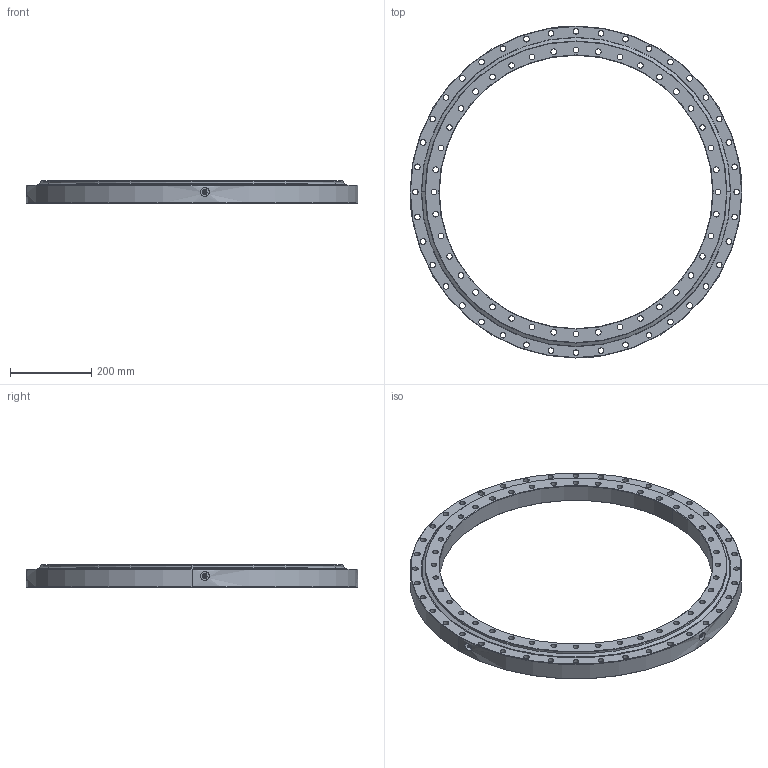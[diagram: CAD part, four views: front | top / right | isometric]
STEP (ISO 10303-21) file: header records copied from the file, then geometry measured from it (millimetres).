
FILE_DESCRIPTION (( 'STEP AP214' ), '1' );
FILE_NAME ('SD.816.20.00.B.STEP', '2015-10-28T08:47:35', ( '' ), ( '' ), 'SwSTEP 2.0', 'SolidWorks 2015', '' );
FILE_SCHEMA (( 'AUTOMOTIVE_DESIGN' ));
Length unit declared in the file: millimetre
Products named in the file (7): Grease nipple M10x1mm; A.816.B20B.A1N.0 - OR Seal; A.816.B20B.A1N.0 - IR Seal; Ball D20; A.816.B20B.A1N.0 - OR; A.816.B20B.A1N.0 - IR; SD.816.20.00.B
Assembly tree (108 placements, depth 2):
  SD.816.20.00.B
    A.816.B20B.A1N.0 - IR
    A.816.B20B.A1N.0 - OR
    Ball D20  x100
    A.816.B20B.A1N.0 - IR Seal
    A.816.B20B.A1N.0 - OR Seal
    Grease nipple M10x1mm  x4
Bounding box: 816 x 816 x 56 mm (x, y, z)
Volume: 6535593.1 mm3; surface area: 1287915.8 mm2
Topology: 108 solids, 108 shells, 623 faces, 1747 edges, 1154 vertices
Faces by surface type: cylinder 224, sphere 200, cone 96, plane 58, torus 45
Entity records: 12108 total; most frequent: CARTESIAN_POINT 2523, DIRECTION 2162, ORIENTED_EDGE 1666, AXIS2_PLACEMENT_3D 951, EDGE_CURVE 833, VERTEX_POINT 530, CIRCLE 517, EDGE_LOOP 509
